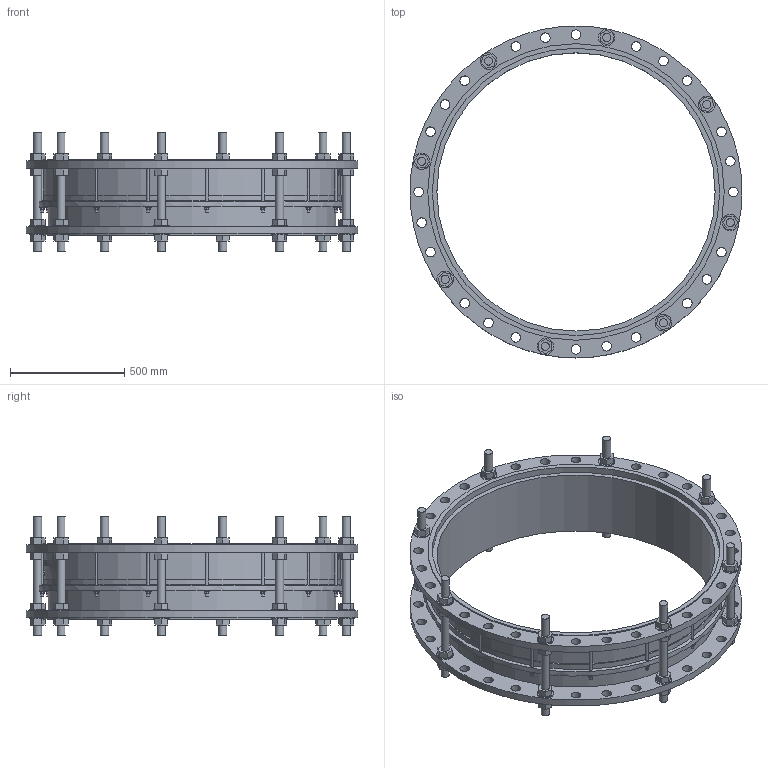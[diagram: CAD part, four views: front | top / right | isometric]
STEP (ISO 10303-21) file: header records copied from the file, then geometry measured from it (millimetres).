
FILE_DESCRIPTION(/* description */ ('DISMANTLING JOINT VM3188 DN1200'),/* implementation_level */ '2;1');
FILE_NAME(/* name */ 'VM3188 - DN1200 PN10.stp',/* time_stamp */ '2020-10-06T19:13:20+06:00',/* author */ ('abhijit_kelkar'),/* organization */ (''),/* preprocessor_version */ 'ST-DEVELOPER v18.1',/* originating_system */ 'Autodesk Inventor 2021',/* authorisation */ '');
FILE_SCHEMA (('AUTOMOTIVE_DESIGN { 1 0 10303 214 3 1 1 }'));
Length unit declared in the file: millimetre
Products named in the file (1): VM3188 - DN1200 PN10
Bounding box: 1455 x 1455 x 520 mm (x, y, z)
Volume: 70320213.5 mm3; surface area: 5426990.9 mm2
Topology: 1 solids, 17 shells, 989 faces, 2618 edges, 1804 vertices
Faces by surface type: plane 625, cylinder 246, bspline 117, cone 1
Full cylindrical faces by diameter (mm): 12 x32, 24 x16, 36 x41, 42 x64, 72 x32, 1220 x1, 1260 x2, 1300 x3, 1340 x1, 1455 x2
Entity records: 35530 total; most frequent: CARTESIAN_POINT 10022, ORIENTED_EDGE 5236, DIRECTION 5024, EDGE_CURVE 2618, VERTEX_POINT 1804, AXIS2_PLACEMENT_3D 1783, LINE 1458, VECTOR 1458
